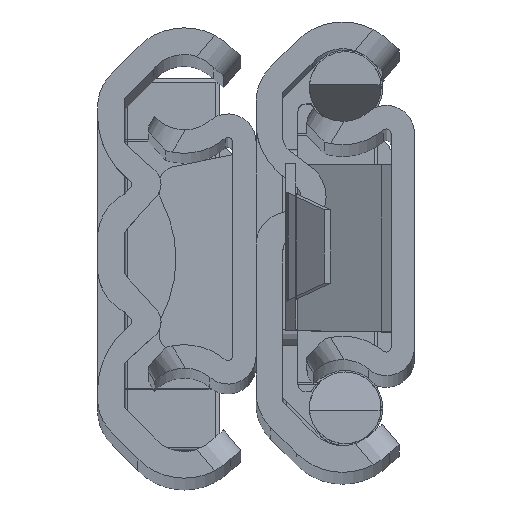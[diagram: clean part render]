
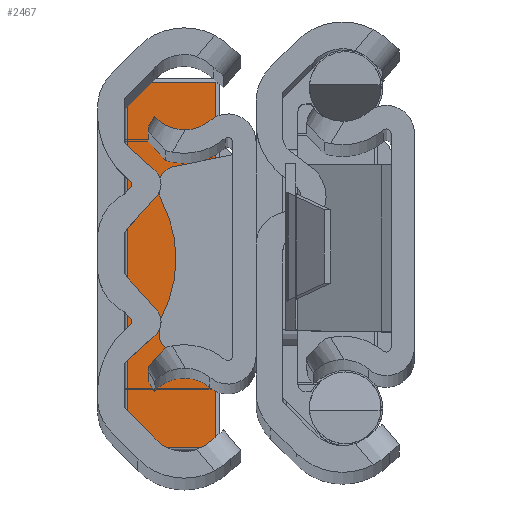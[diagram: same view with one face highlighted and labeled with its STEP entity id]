
A CAD part, top view. The second image highlights one B-rep face of the part: STEP entity #2467.
In plain terms, the highlighted planar face has unit normal (0, 0, 1).
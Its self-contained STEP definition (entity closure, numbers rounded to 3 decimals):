
#335 = VECTOR ( 'NONE', #7028, 1000. ) ;
#615 = EDGE_CURVE ( 'NONE', #9145, #5928, #8627, .T. ) ;
#794 = VERTEX_POINT ( 'NONE', #9004 ) ;
#1283 = DIRECTION ( 'NONE',  ( -1., 0., 0. ) ) ;
#2076 = VERTEX_POINT ( 'NONE', #5301 ) ;
#2467 = ADVANCED_FACE ( 'NONE', ( #5308 ), #10102, .F. ) ;
#2716 = VECTOR ( 'NONE', #11544, 1000. ) ;
#2852 = ORIENTED_EDGE ( 'NONE', *, *, #615, .T. ) ;
#3332 = CARTESIAN_POINT ( 'NONE',  ( -11.15, 0.2, 3.25 ) ) ;
#3762 = LINE ( 'NONE', #10294, #8805 ) ;
#4167 = EDGE_CURVE ( 'NONE', #5928, #2076, #3762, .T. ) ;
#4405 = EDGE_CURVE ( 'NONE', #2076, #794, #8824, .T. ) ;
#4715 = ORIENTED_EDGE ( 'NONE', *, *, #4167, .T. ) ;
#5301 = CARTESIAN_POINT ( 'NONE',  ( -10.95, 0.2, 3.25 ) ) ;
#5308 = FACE_OUTER_BOUND ( 'NONE', #10033, .T. ) ;
#5580 = ORIENTED_EDGE ( 'NONE', *, *, #4405, .T. ) ;
#5609 = DIRECTION ( 'NONE',  ( 0., -1., 0. ) ) ;
#5621 = EDGE_CURVE ( 'NONE', #794, #9145, #5743, .T. ) ;
#5743 = LINE ( 'NONE', #7051, #2716 ) ;
#5928 = VERTEX_POINT ( 'NONE', #7574 ) ;
#6295 = DIRECTION ( 'NONE',  ( 0., 0., -1. ) ) ;
#6333 = CARTESIAN_POINT ( 'NONE',  ( 10.95, 5.5, 3.25 ) ) ;
#6403 = CARTESIAN_POINT ( 'NONE',  ( -11.15, 5.7, 3.25 ) ) ;
#6983 = VECTOR ( 'NONE', #1283, 1000. ) ;
#7028 = DIRECTION ( 'NONE',  ( 1., 0., 0. ) ) ;
#7051 = CARTESIAN_POINT ( 'NONE',  ( 10.95, 5.7, 3.25 ) ) ;
#7083 = ORIENTED_EDGE ( 'NONE', *, *, #5621, .T. ) ;
#7574 = CARTESIAN_POINT ( 'NONE',  ( -10.95, 5.5, 3.25 ) ) ;
#8170 = AXIS2_PLACEMENT_3D ( 'NONE', #6403, #6295, #12023 ) ;
#8627 = LINE ( 'NONE', #11406, #6983 ) ;
#8805 = VECTOR ( 'NONE', #5609, 1000. ) ;
#8824 = LINE ( 'NONE', #3332, #335 ) ;
#9004 = CARTESIAN_POINT ( 'NONE',  ( 10.95, 0.2, 3.25 ) ) ;
#9145 = VERTEX_POINT ( 'NONE', #6333 ) ;
#10033 = EDGE_LOOP ( 'NONE', ( #2852, #4715, #5580, #7083 ) ) ;
#10102 = PLANE ( 'NONE',  #8170 ) ;
#10294 = CARTESIAN_POINT ( 'NONE',  ( -10.95, 5.7, 3.25 ) ) ;
#11406 = CARTESIAN_POINT ( 'NONE',  ( -11.15, 5.5, 3.25 ) ) ;
#11544 = DIRECTION ( 'NONE',  ( 0., 1., 0. ) ) ;
#12023 = DIRECTION ( 'NONE',  ( -1., 0., 0. ) ) ;
